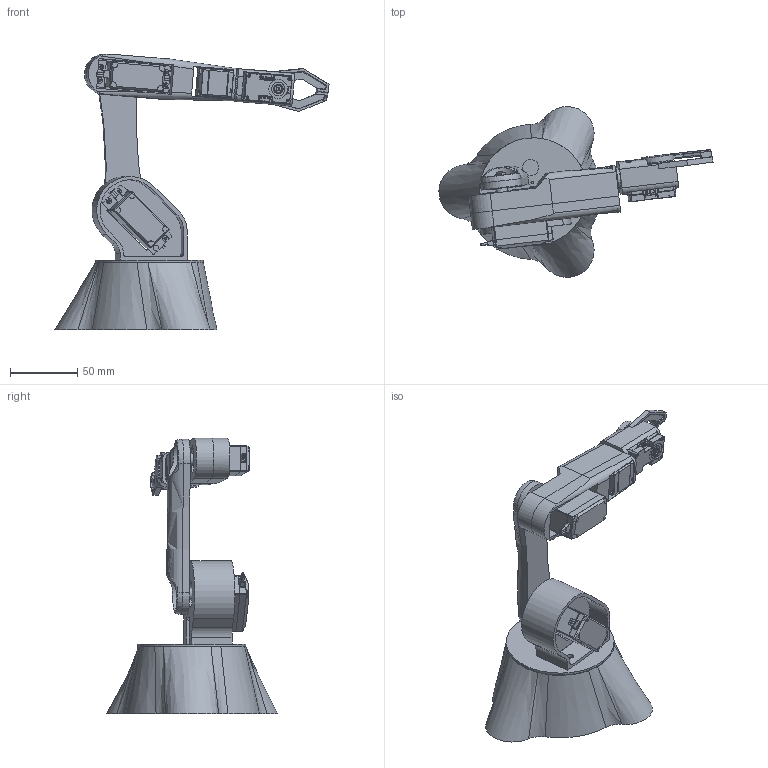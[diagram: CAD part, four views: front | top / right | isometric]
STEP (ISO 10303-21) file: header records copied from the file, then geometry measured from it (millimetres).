
FILE_DESCRIPTION(/* description */ ('STEP AP242','CAx-IF Rec.Pracs.---Representation and Presentation of Product Manufacturing Information (PMI)---4.0---2014-10-13','CAx-IF Rec.Pracs.---3D Tessellated Geometry---0.4---2014-09-14','2;1'),/* implementation_level */ '2;1');
FILE_NAME(/* name */ '6442af5238486b17eb456296',/* time_stamp */ '2023-04-21T15:44:21+00:00',/* author */ (''),/* organization */ (''),/* preprocessor_version */ 'ST-DEVELOPER v18.102',/* originating_system */ ' ',/* authorisation */ ' ');
FILE_SCHEMA (('AP242_MANAGED_MODEL_BASED_3D_ENGINEERING_MIM_LF { 1 0 10303 442 1 1 4 }'));
Length unit declared in the file: metre
Products named in the file (33): Assembly 1; Part 1; Part 2; servoMotorMG996R_5; servoMotorMG996R_6; servoMotorMG996R_1; servoMotorMG996R_3; servoMotorMG996R_7; servoMotorMG996R; servoMotorMG996R_4; servoMotorMG996R_2; 5 (1)_1; 1; 5 (1)_2; 5; 5 (1); 5 (1)_3; 5_3; 0; 5_2; 13; 13_1; 2; 4; 5_1
Assembly tree (65 placements, depth 2):
  Assembly 1
    Part 1
    Part 1
    Part 2
    Part 1
    Part 1  x3
    Part 1
    servoMotorMG996R_5  x3
    servoMotorMG996R_6  x3
    servoMotorMG996R_1  x3
    servoMotorMG996R_3  x3
    servoMotorMG996R_7  x3
    servoMotorMG996R  x3
    servoMotorMG996R_4  x3
    servoMotorMG996R_2  x3
    5 (1)_1  x2
    1  x2
    5 (1)_2  x2
    5  x2
    5 (1)  x2
    5 (1)_3  x2
    5_3  x2
    0  x2
    5_2  x2
    13  x2
    13_1  x2
    2  x2
    4  x2
    5_1  x2
    Part 1  x2
    Part 1
    Part 1
    Part 2
Bounding box: 203.11 x 126.53 x 204.36 mm (x, y, z)
Volume: 331166.8 mm3; surface area: 179205.3 mm2
Topology: 57 solids, 65 shells, 2764 faces, 7348 edges, 4842 vertices
Faces by surface type: plane 1801, cylinder 858, cone 49, bspline 20, sphere 20, torus 16
Full cylindrical faces by diameter (mm): 1.4 x24, 1.5 x40, 1.6 x33, 1.7 x8, 1.8 x8, 2 x43, 2.047 x1, 2.2 x4, 2.4 x3, 2.5 x4, 3 x3, 4 x7, 4.5 x4, 5 x6, 5.2 x2, 5.5 x3, 5.6 x2, 6 x5, 6.5 x3, 6.7 x2, 7.8 x2, 8 x3, 8.75 x3, 8.8 x3, 10 x4, 10.75 x3, 12 x2, 12.3 x3, 13.1 x3, 14 x4
Entity records: 43329 total; most frequent: CARTESIAN_POINT 9166, DIRECTION 6657, ORIENTED_EDGE 6494, EDGE_CURVE 3251, VERTEX_POINT 2238, AXIS2_PLACEMENT_3D 2220, LINE 2217, VECTOR 2217
